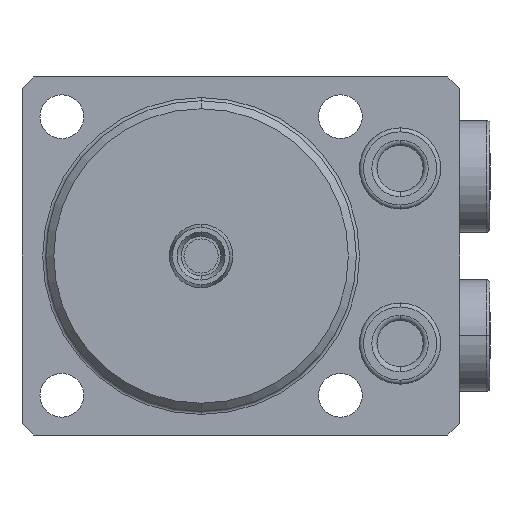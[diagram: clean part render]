
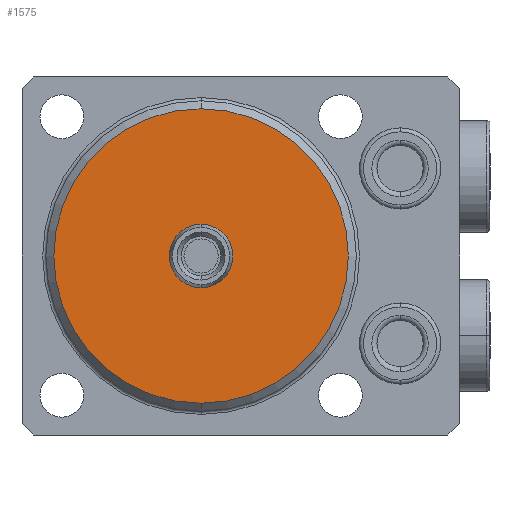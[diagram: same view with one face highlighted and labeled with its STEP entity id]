
A CAD part, front view. The second image highlights one B-rep face of the part: STEP entity #1575.
In plain terms, the highlighted planar face has unit normal (0, -1, 0).
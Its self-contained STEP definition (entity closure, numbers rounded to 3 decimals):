
#593 = DIRECTION ( 'NONE',  ( 0., 0., 1. ) ) ;
#594 = DIRECTION ( 'NONE',  ( 0., 1., 0. ) ) ;
#596 = PLANE ( 'NONE',  #4055 ) ;
#599 = CARTESIAN_POINT ( 'NONE',  ( 0., -33.5, 0. ) ) ;
#798 = EDGE_CURVE ( 'NONE', #5606, #5605, #4472, .T. ) ;
#1172 = EDGE_LOOP ( 'NONE', ( #3378, #3374 ) ) ;
#1175 = EDGE_LOOP ( 'NONE', ( #3377, #3367 ) ) ;
#1575 = ADVANCED_FACE ( 'NONE', ( #4689, #4701 ), #596, .F. ) ;
#2947 = VERTEX_POINT ( 'NONE', #6251 ) ;
#3367 = ORIENTED_EDGE ( 'NONE', *, *, #3816, .T. ) ;
#3374 = ORIENTED_EDGE ( 'NONE', *, *, #798, .T. ) ;
#3377 = ORIENTED_EDGE ( 'NONE', *, *, #3664, .T. ) ;
#3378 = ORIENTED_EDGE ( 'NONE', *, *, #3665, .T. ) ;
#3664 = EDGE_CURVE ( 'NONE', #5586, #2947, #5469, .T. ) ;
#3665 = EDGE_CURVE ( 'NONE', #5605, #5606, #5467, .T. ) ;
#3816 = EDGE_CURVE ( 'NONE', #2947, #5586, #8342, .T. ) ;
#3939 = AXIS2_PLACEMENT_3D ( 'NONE', #6787, #6785, #6854 ) ;
#4055 = AXIS2_PLACEMENT_3D ( 'NONE', #599, #594, #593 ) ;
#4472 = CIRCLE ( 'NONE', #3939, 4. ) ;
#4689 = FACE_BOUND ( 'NONE', #1172, .T. ) ;
#4701 = FACE_OUTER_BOUND ( 'NONE', #1175, .T. ) ;
#5467 = CIRCLE ( 'NONE', #7050, 4. ) ;
#5469 = CIRCLE ( 'NONE', #7049, 18.5 ) ;
#5586 = VERTEX_POINT ( 'NONE', #8858 ) ;
#5605 = VERTEX_POINT ( 'NONE', #8874 ) ;
#5606 = VERTEX_POINT ( 'NONE', #8875 ) ;
#6251 = CARTESIAN_POINT ( 'NONE',  ( 0., -33.5, -18.5 ) ) ;
#6785 = DIRECTION ( 'NONE',  ( 0., 1., 0. ) ) ;
#6787 = CARTESIAN_POINT ( 'NONE',  ( 0., -33.5, 0. ) ) ;
#6854 = DIRECTION ( 'NONE',  ( 0., 0., 1. ) ) ;
#7049 = AXIS2_PLACEMENT_3D ( 'NONE', #7521, #7522, #7523 ) ;
#7050 = AXIS2_PLACEMENT_3D ( 'NONE', #7525, #7526, #7527 ) ;
#7097 = AXIS2_PLACEMENT_3D ( 'NONE', #8066, #8067, #8068 ) ;
#7521 = CARTESIAN_POINT ( 'NONE',  ( 0., -33.5, 0. ) ) ;
#7522 = DIRECTION ( 'NONE',  ( 0., -1., 0. ) ) ;
#7523 = DIRECTION ( 'NONE',  ( 0., 0., 1. ) ) ;
#7525 = CARTESIAN_POINT ( 'NONE',  ( 0., -33.5, 0. ) ) ;
#7526 = DIRECTION ( 'NONE',  ( 0., 1., 0. ) ) ;
#7527 = DIRECTION ( 'NONE',  ( 0., 0., 1. ) ) ;
#8066 = CARTESIAN_POINT ( 'NONE',  ( 0., -33.5, 0. ) ) ;
#8067 = DIRECTION ( 'NONE',  ( 0., -1., 0. ) ) ;
#8068 = DIRECTION ( 'NONE',  ( 0., 0., 1. ) ) ;
#8342 = CIRCLE ( 'NONE', #7097, 18.5 ) ;
#8858 = CARTESIAN_POINT ( 'NONE',  ( 0., -33.5, 18.5 ) ) ;
#8874 = CARTESIAN_POINT ( 'NONE',  ( 0., -33.5, 4. ) ) ;
#8875 = CARTESIAN_POINT ( 'NONE',  ( 0., -33.5, -4. ) ) ;
